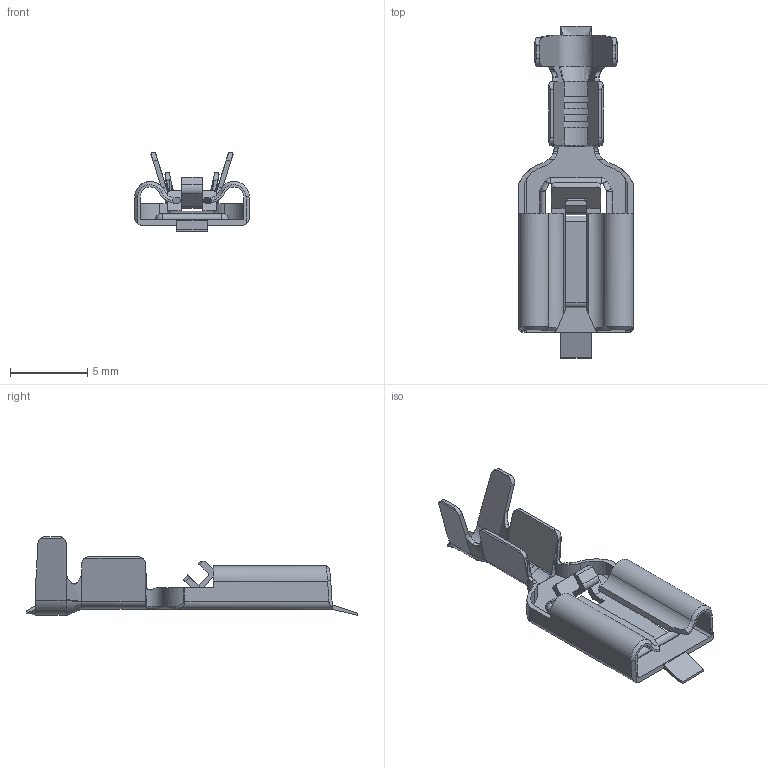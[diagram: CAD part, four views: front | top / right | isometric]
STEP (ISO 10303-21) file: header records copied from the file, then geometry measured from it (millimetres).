
FILE_DESCRIPTION(/* description */ ('Unknown'),/* implementation_level */ '2;1');
FILE_NAME(/* name */ '637301310000_DEC',/* time_stamp */ '2023-10-31T11:35:26+01:00',/* author */ ('Unknown'),/* organization */ ('Unknown'),/* preprocessor_version */ 'ST-DEVELOPER v18.102',/* originating_system */ 'Solid Edge',/* authorisation */ 'Unknown');
FILE_SCHEMA (('AUTOMOTIVE_DESIGN {1 0 10303 214 3 1 1}'));
Length unit declared in the file: millimetre
Products named in the file (1): 637301310000_DEC
Bounding box: 7.4 x 21.45 x 5.1 mm (x, y, z)
Volume: 77.7 mm3; surface area: 517.7 mm2
Topology: 1 solids, 1 shells, 247 faces, 652 edges, 403 vertices
Faces by surface type: plane 99, cylinder 93, bspline 37, torus 16, cone 2
Entity records: 7976 total; most frequent: CARTESIAN_POINT 2045, ORIENTED_EDGE 1300, DIRECTION 1147, EDGE_CURVE 650, VERTEX_POINT 403, AXIS2_PLACEMENT_3D 387, LINE 373, VECTOR 373
